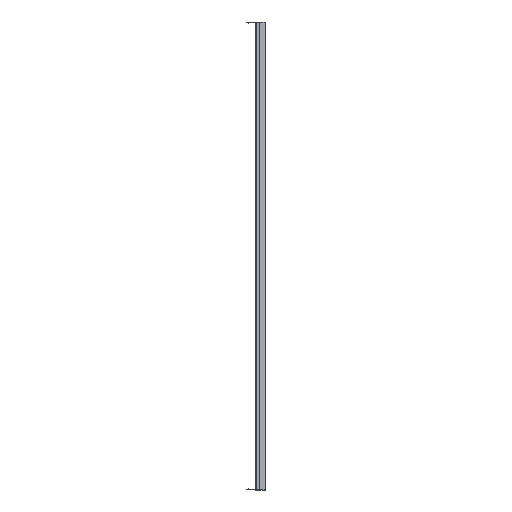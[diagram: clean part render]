
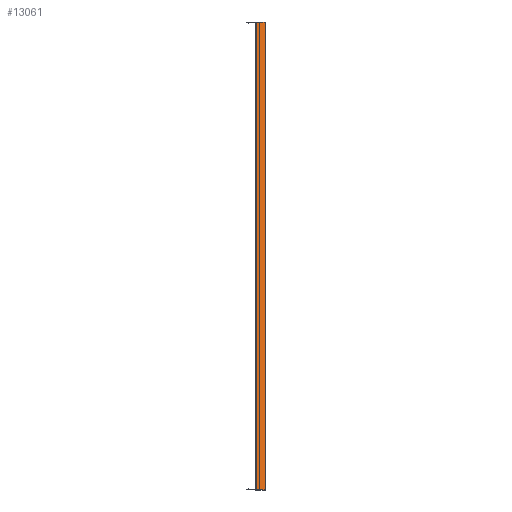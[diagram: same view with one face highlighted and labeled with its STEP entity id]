
A CAD part, top view. The second image highlights one B-rep face of the part: STEP entity #13061.
In plain terms, the highlighted planar face has unit normal (0.375, 0, 0.927).
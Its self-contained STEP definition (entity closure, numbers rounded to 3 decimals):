
#4981 = PLANE ( 'NONE',  #36883 ) ;
#5438 = EDGE_CURVE ( 'NONE', #24920, #21356, #11252, .T. ) ;
#7833 = VECTOR ( 'NONE', #23644, 1000. ) ;
#9045 = CARTESIAN_POINT ( 'NONE',  ( 9.121, 1500., 35.91 ) ) ;
#9829 = EDGE_LOOP ( 'NONE', ( #32272, #18496, #23779, #37783 ) ) ;
#10543 = VECTOR ( 'NONE', #18275, 1000. ) ;
#11252 = LINE ( 'NONE', #22111, #10543 ) ;
#11569 = VECTOR ( 'NONE', #19574, 1000. ) ;
#13061 = ADVANCED_FACE ( 'NONE', ( #20423 ), #4981, .F. ) ;
#15386 = VERTEX_POINT ( 'NONE', #22639 ) ;
#16439 = CARTESIAN_POINT ( 'NONE',  ( 9.121, -1500., 35.91 ) ) ;
#17297 = CARTESIAN_POINT ( 'NONE',  ( 9.121, -1500., 35.91 ) ) ;
#18275 = DIRECTION ( 'NONE',  ( -0.927, 0., 0.375 ) ) ;
#18496 = ORIENTED_EDGE ( 'NONE', *, *, #26151, .F. ) ;
#19195 = CARTESIAN_POINT ( 'NONE',  ( 9.121, -1500., 35.91 ) ) ;
#19574 = DIRECTION ( 'NONE',  ( 0., 1., 0. ) ) ;
#20423 = FACE_OUTER_BOUND ( 'NONE', #9829, .T. ) ;
#21356 = VERTEX_POINT ( 'NONE', #9045 ) ;
#22111 = CARTESIAN_POINT ( 'NONE',  ( 9.121, 1500., 35.91 ) ) ;
#22639 = CARTESIAN_POINT ( 'NONE',  ( 59.467, -1500., 15.569 ) ) ;
#23644 = DIRECTION ( 'NONE',  ( -0.927, 0., 0.375 ) ) ;
#23779 = ORIENTED_EDGE ( 'NONE', *, *, #38345, .F. ) ;
#24920 = VERTEX_POINT ( 'NONE', #34289 ) ;
#26151 = EDGE_CURVE ( 'NONE', #31581, #21356, #26824, .T. ) ;
#26824 = LINE ( 'NONE', #16439, #11569 ) ;
#29507 = VECTOR ( 'NONE', #35360, 1000. ) ;
#31355 = CARTESIAN_POINT ( 'NONE',  ( 9.121, -1500., 35.91 ) ) ;
#31581 = VERTEX_POINT ( 'NONE', #19195 ) ;
#31752 = DIRECTION ( 'NONE',  ( -0.375, 0., -0.927 ) ) ;
#31951 = EDGE_CURVE ( 'NONE', #15386, #24920, #32206, .T. ) ;
#32206 = LINE ( 'NONE', #42604, #29507 ) ;
#32272 = ORIENTED_EDGE ( 'NONE', *, *, #5438, .T. ) ;
#34289 = CARTESIAN_POINT ( 'NONE',  ( 59.467, 1500., 15.569 ) ) ;
#34991 = LINE ( 'NONE', #31355, #7833 ) ;
#35360 = DIRECTION ( 'NONE',  ( 0., 1., 0. ) ) ;
#35630 = DIRECTION ( 'NONE',  ( 0.927, 0., -0.375 ) ) ;
#36883 = AXIS2_PLACEMENT_3D ( 'NONE', #17297, #31752, #35630 ) ;
#37783 = ORIENTED_EDGE ( 'NONE', *, *, #31951, .T. ) ;
#38345 = EDGE_CURVE ( 'NONE', #15386, #31581, #34991, .T. ) ;
#42604 = CARTESIAN_POINT ( 'NONE',  ( 59.467, -1500., 15.569 ) ) ;
